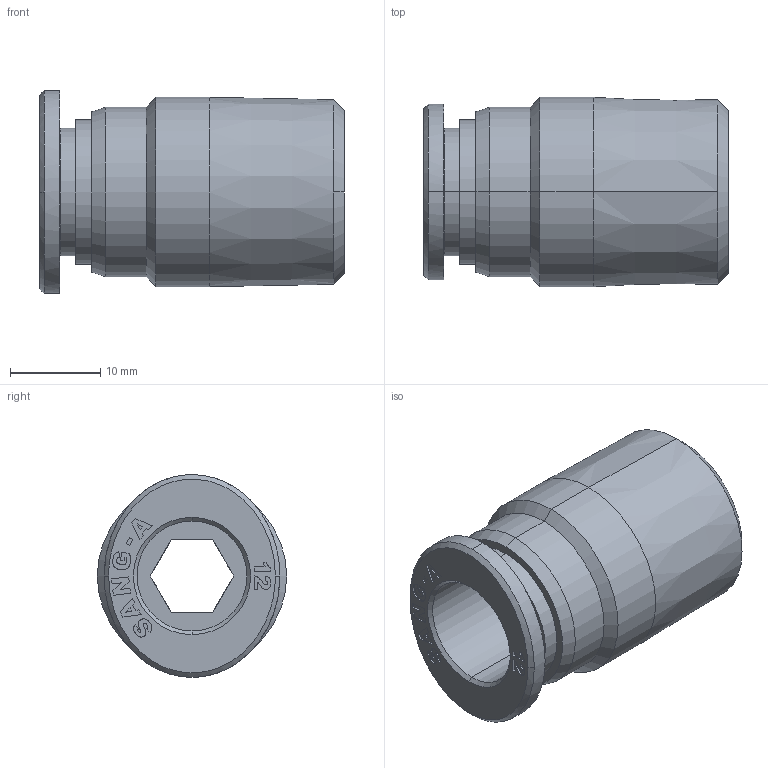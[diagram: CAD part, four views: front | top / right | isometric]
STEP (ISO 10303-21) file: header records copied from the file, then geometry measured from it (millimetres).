
FILE_DESCRIPTION (( 'STEP AP214' ), '1' );
FILE_NAME ('POC12-04.STEP', '2015-10-22T12:43:28', ( '' ), ( '' ), 'SwSTEP 2.0', 'SolidWorks 2015', '' );
FILE_SCHEMA (( 'AUTOMOTIVE_DESIGN' ));
Length unit declared in the file: millimetre
Products named in the file (2): ｦ+ﾃｦ1; POC12-04
Assembly tree (1 placements, depth 2):
  POC12-04
    ｦ+ﾃｦ1
Bounding box: 33.8 x 21 x 22.5 mm (x, y, z)
Volume: 6679 mm3; surface area: 4119.2 mm2
Topology: 1 solids, 1 shells, 382 faces, 1082 edges, 716 vertices
Faces by surface type: plane 344, cone 16, cylinder 13, bspline 9
Entity records: 13283 total; most frequent: CARTESIAN_POINT 3020, ORIENTED_EDGE 2164, DIRECTION 1846, EDGE_CURVE 1082, VECTOR 1012, LINE 1012, VERTEX_POINT 716, AXIS2_PLACEMENT_3D 417
